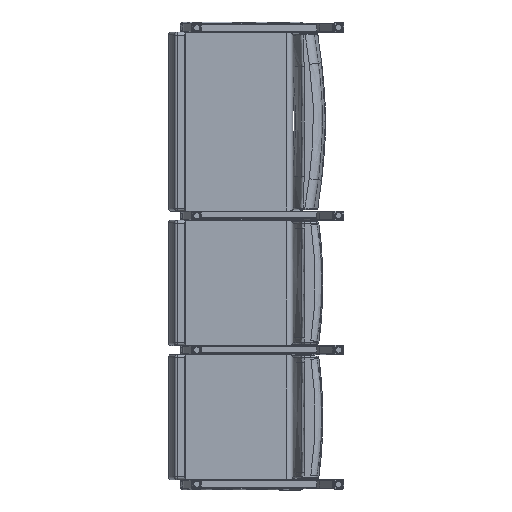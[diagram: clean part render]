
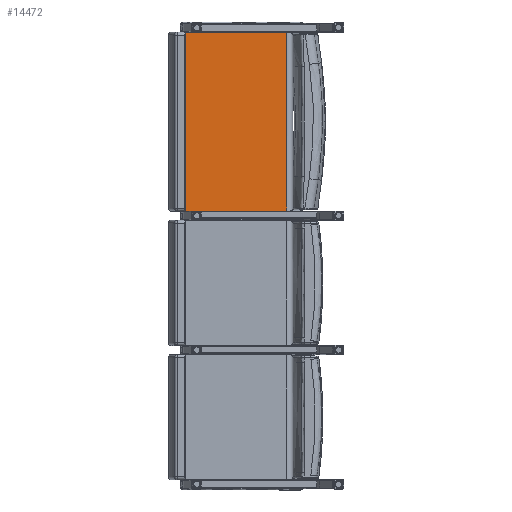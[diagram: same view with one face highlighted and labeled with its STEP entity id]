
A CAD part, front view. The second image highlights one B-rep face of the part: STEP entity #14472.
In plain terms, the highlighted planar face has unit normal (0, -1, 0).
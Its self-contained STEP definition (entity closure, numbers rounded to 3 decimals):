
#811=PLANE('',#15617);
#1662=LINE('',#21234,#2336);
#1678=LINE('',#21368,#2352);
#1684=LINE('',#21455,#2358);
#1685=LINE('',#21457,#2359);
#2336=VECTOR('',#17227,0.394);
#2352=VECTOR('',#17303,0.394);
#2358=VECTOR('',#17365,0.394);
#2359=VECTOR('',#17368,0.394);
#3491=FACE_OUTER_BOUND('',#4522,.T.);
#4522=EDGE_LOOP('',(#10027,#10028,#10029,#10030));
#6352=VERTEX_POINT('',#21222);
#6353=VERTEX_POINT('',#21233);
#6377=VERTEX_POINT('',#21356);
#6378=VERTEX_POINT('',#21367);
#7630=EDGE_CURVE('',#6352,#6353,#1662,.T.);
#7669=EDGE_CURVE('',#6377,#6378,#1678,.T.);
#7694=EDGE_CURVE('',#6377,#6353,#1684,.T.);
#7695=EDGE_CURVE('',#6378,#6352,#1685,.T.);
#10027=ORIENTED_EDGE('',*,*,#7630,.F.);
#10028=ORIENTED_EDGE('',*,*,#7695,.F.);
#10029=ORIENTED_EDGE('',*,*,#7669,.F.);
#10030=ORIENTED_EDGE('',*,*,#7694,.T.);
#14472=ADVANCED_FACE('',(#3491),#811,.T.);
#15617=AXIS2_PLACEMENT_3D('',#21456,#17366,#17367);
#17227=DIRECTION('',(1.,0.,0.));
#17303=DIRECTION('',(-1.,0.,0.));
#17365=DIRECTION('',(0.,0.,1.));
#17366=DIRECTION('center_axis',(0.,-1.,0.));
#17367=DIRECTION('ref_axis',(1.,0.,0.));
#17368=DIRECTION('',(0.,0.,1.));
#21222=CARTESIAN_POINT('',(-12.083,0.797,29.966));
#21233=CARTESIAN_POINT('',(4.791,0.797,29.966));
#21234=CARTESIAN_POINT('',(-9.146,0.797,29.966));
#21356=CARTESIAN_POINT('',(4.791,0.797,0.034));
#21367=CARTESIAN_POINT('',(-12.083,0.797,0.034));
#21368=CARTESIAN_POINT('',(-9.146,0.797,0.034));
#21455=CARTESIAN_POINT('',(4.791,0.797,0.));
#21456=CARTESIAN_POINT('Origin',(-12.083,0.797,0.));
#21457=CARTESIAN_POINT('',(-12.083,0.797,0.));
